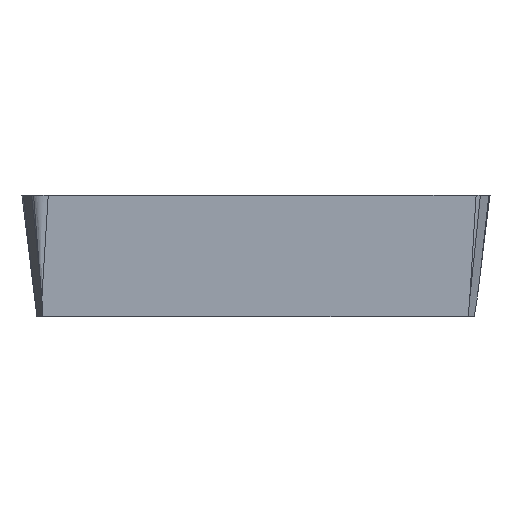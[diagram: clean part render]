
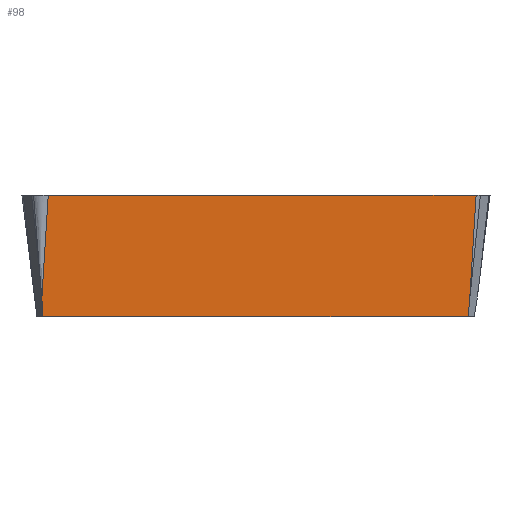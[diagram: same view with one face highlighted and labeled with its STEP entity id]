
A CAD part, front view. The second image highlights one B-rep face of the part: STEP entity #98.
In plain terms, the highlighted planar face has unit normal (0.496, -0.86, -0.122).
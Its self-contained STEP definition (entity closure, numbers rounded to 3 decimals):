
#98=ADVANCED_FACE('',(#150),#130,.T.);
#130=PLANE('',#787);
#150=FACE_OUTER_BOUND('',#195,.T.);
#195=EDGE_LOOP('',(#303,#304,#305,#306,#307,#308));
#303=ORIENTED_EDGE('',*,*,#569,.F.);
#304=ORIENTED_EDGE('',*,*,#570,.F.);
#305=ORIENTED_EDGE('',*,*,#571,.F.);
#306=ORIENTED_EDGE('',*,*,#572,.F.);
#307=ORIENTED_EDGE('',*,*,#573,.F.);
#308=ORIENTED_EDGE('',*,*,#564,.T.);
#483=VERTEX_POINT('',#2369);
#484=VERTEX_POINT('',#2376);
#488=VERTEX_POINT('',#2419);
#489=VERTEX_POINT('',#2426);
#490=VERTEX_POINT('',#2443);
#491=VERTEX_POINT('',#2445);
#564=EDGE_CURVE('',#484,#483,#710,.T.);
#569=EDGE_CURVE('',#488,#483,#637,.T.);
#570=EDGE_CURVE('',#489,#488,#713,.T.);
#571=EDGE_CURVE('',#490,#489,#714,.T.);
#572=EDGE_CURVE('',#491,#490,#638,.T.);
#573=EDGE_CURVE('',#484,#491,#639,.T.);
#637=LINE('',#2418,#655);
#638=LINE('',#2444,#656);
#639=LINE('',#2446,#657);
#655=VECTOR('',#811,1.);
#656=VECTOR('',#812,1.);
#657=VECTOR('',#813,1.);
#710=B_SPLINE_CURVE_WITH_KNOTS('',5,(#2370,#2371,#2372,#2373,#2374,#2375),
 .UNSPECIFIED.,.F.,.F.,(6,6),(0.,1.),.UNSPECIFIED.);
#713=B_SPLINE_CURVE_WITH_KNOTS('',5,(#2420,#2421,#2422,#2423,#2424,#2425),
 .UNSPECIFIED.,.F.,.F.,(6,6),(0.,1.),.UNSPECIFIED.);
#714=B_SPLINE_CURVE_WITH_KNOTS('',5,(#2427,#2428,#2429,#2430,#2431,#2432,
#2433,#2434,#2435,#2436,#2437,#2438,#2439,#2440,#2441,#2442),
 .UNSPECIFIED.,.F.,.F.,(6,5,5,6),(0.,0.115,0.885,
1.),.UNSPECIFIED.);
#787=AXIS2_PLACEMENT_3D('',#2447,#814,#815);
#811=DIRECTION('',(-0.866,-0.5,0.));
#812=DIRECTION('',(0.866,0.5,0.));
#813=DIRECTION('',(0.061,-0.106,0.993));
#814=DIRECTION('',(0.496,-0.86,-0.122));
#815=DIRECTION('',(0.061,-0.106,0.993));
#2369=CARTESIAN_POINT('',(-2.771,-4.929,-2.48));
#2370=CARTESIAN_POINT('',(-2.787,-4.99,-2.11));
#2371=CARTESIAN_POINT('',(-2.784,-4.977,-2.19));
#2372=CARTESIAN_POINT('',(-2.78,-4.964,-2.27));
#2373=CARTESIAN_POINT('',(-2.777,-4.95,-2.35));
#2374=CARTESIAN_POINT('',(-2.773,-4.937,-2.43));
#2375=CARTESIAN_POINT('',(-2.77,-4.924,-2.51));
#2376=CARTESIAN_POINT('',(-2.787,-4.99,-2.11));
#2418=CARTESIAN_POINT('',(1.441,-2.497,-2.48));
#2419=CARTESIAN_POINT('',(5.536,-0.132,-2.48));
#2420=CARTESIAN_POINT('',(5.566,-0.164,-2.136));
#2421=CARTESIAN_POINT('',(5.56,-0.157,-2.211));
#2422=CARTESIAN_POINT('',(5.553,-0.15,-2.286));
#2423=CARTESIAN_POINT('',(5.547,-0.143,-2.36));
#2424=CARTESIAN_POINT('',(5.54,-0.136,-2.435));
#2425=CARTESIAN_POINT('',(5.534,-0.13,-2.51));
#2426=CARTESIAN_POINT('',(5.566,-0.164,-2.136));
#2427=CARTESIAN_POINT('',(5.694,-0.385,-0.056));
#2428=CARTESIAN_POINT('',(5.691,-0.379,-0.11));
#2429=CARTESIAN_POINT('',(5.687,-0.373,-0.165));
#2430=CARTESIAN_POINT('',(5.684,-0.368,-0.219));
#2431=CARTESIAN_POINT('',(5.681,-0.362,-0.273));
#2432=CARTESIAN_POINT('',(5.677,-0.356,-0.328));
#2433=CARTESIAN_POINT('',(5.655,-0.318,-0.689));
#2434=CARTESIAN_POINT('',(5.633,-0.279,-1.051));
#2435=CARTESIAN_POINT('',(5.611,-0.241,-1.413));
#2436=CARTESIAN_POINT('',(5.588,-0.202,-1.774));
#2437=CARTESIAN_POINT('',(5.566,-0.164,-2.136));
#2438=CARTESIAN_POINT('',(5.563,-0.158,-2.19));
#2439=CARTESIAN_POINT('',(5.56,-0.152,-2.245));
#2440=CARTESIAN_POINT('',(5.556,-0.147,-2.299));
#2441=CARTESIAN_POINT('',(5.553,-0.141,-2.353));
#2442=CARTESIAN_POINT('',(5.55,-0.135,-2.407));
#2443=CARTESIAN_POINT('',(5.691,-0.38,-0.1));
#2444=CARTESIAN_POINT('',(1.587,-2.75,-0.1));
#2445=CARTESIAN_POINT('',(-2.663,-5.204,-0.1));
#2446=CARTESIAN_POINT('',(-2.787,-4.99,-2.11));
#2447=CARTESIAN_POINT('',(1.57,-2.719,-0.386));
